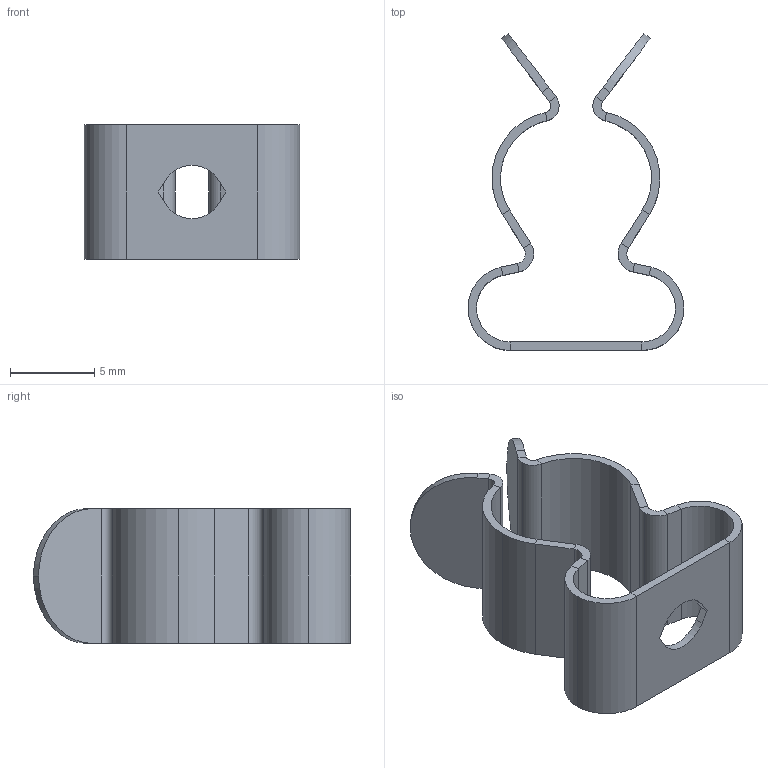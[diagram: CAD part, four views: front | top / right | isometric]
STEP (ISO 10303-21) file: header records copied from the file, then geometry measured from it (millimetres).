
FILE_DESCRIPTION (( 'STEP AP214' ), '1' );
FILE_NAME ('17973_0_SABK_11.STEP', '2015-05-05T12:41:32', ( 'Windows-Benutzer' ), ( '' ), 'SwSTEP 2.0', 'SolidWorks 2015', '' );
FILE_SCHEMA (( 'AUTOMOTIVE_DESIGN' ));
Length unit declared in the file: millimetre
Products named in the file (1): 17973_0_SABK_11
Bounding box: 12.8 x 18.8 x 8 mm (x, y, z)
Volume: 218.2 mm3; surface area: 940.3 mm2
Topology: 1 solids, 1 shells, 78 faces, 172 edges, 96 vertices
Faces by surface type: plane 48, cylinder 30
Entity records: 2126 total; most frequent: DIRECTION 390, CARTESIAN_POINT 347, ORIENTED_EDGE 344, EDGE_CURVE 172, AXIS2_PLACEMENT_3D 139, VECTOR 112, LINE 112, VERTEX_POINT 96
